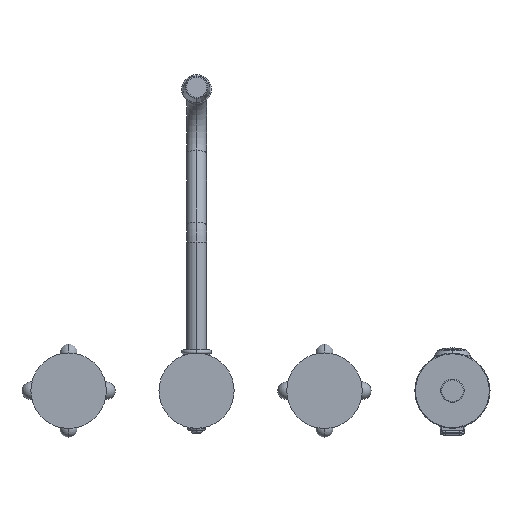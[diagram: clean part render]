
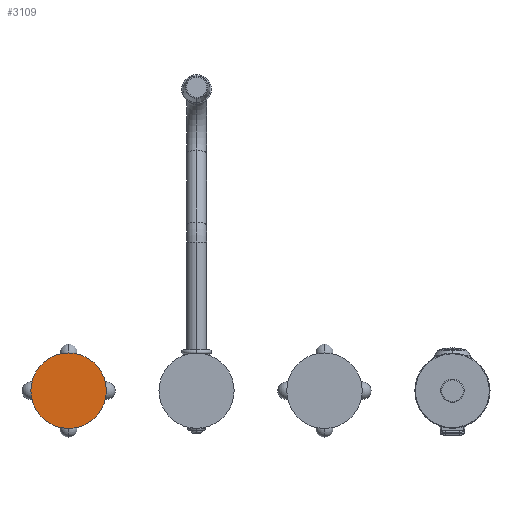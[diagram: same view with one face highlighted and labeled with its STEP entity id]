
A CAD part, front view. The second image highlights one B-rep face of the part: STEP entity #3109.
In plain terms, the highlighted planar face has unit normal (0, -1, 0).
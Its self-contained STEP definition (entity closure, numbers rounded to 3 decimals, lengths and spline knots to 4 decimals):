
#2301=CARTESIAN_POINT('',(-4.,0.,0.));
#2302=DIRECTION('',(0.,-1.,0.));
#2303=DIRECTION('',(1.,0.,0.));
#2304=AXIS2_PLACEMENT_3D('',#2301,#2302,#2303);
#2325=CARTESIAN_POINT('',(-4.,0.,0.));
#2326=DIRECTION('',(0.,1.,0.));
#2327=DIRECTION('',(1.,0.,0.));
#2328=AXIS2_PLACEMENT_3D('',#2325,#2326,#2327);
#2333=CARTESIAN_POINT('',(-2.82,0.,0.));
#2335=VERTEX_POINT('',#2333);
#2339=CARTESIAN_POINT('',(-5.18,0.,0.));
#2341=VERTEX_POINT('',#2339);
#3100=CARTESIAN_POINT('',(-4.,0.,0.));
#3101=DIRECTION('',(0.,-1.,0.));
#3102=DIRECTION('',(-1.,0.,0.));
#3103=AXIS2_PLACEMENT_3D('',#3100,#3101,#3102);
#3104=PLANE('',#3103);
#3105=ORIENTED_EDGE('',*,*,#3083,.T.);
#3106=ORIENTED_EDGE('',*,*,#3055,.F.);
#3107=EDGE_LOOP('',(#3105,#3106));
#3108=FACE_OUTER_BOUND('',#3107,.F.);
#2305=CIRCLE('',#2304,1.18);
#2329=CIRCLE('',#2328,1.18);
#3055=EDGE_CURVE('',#2335,#2341,#2305,.T.);
#3083=EDGE_CURVE('',#2335,#2341,#2329,.T.);
#3109=ADVANCED_FACE('',(#3108),#3104,.T.);
